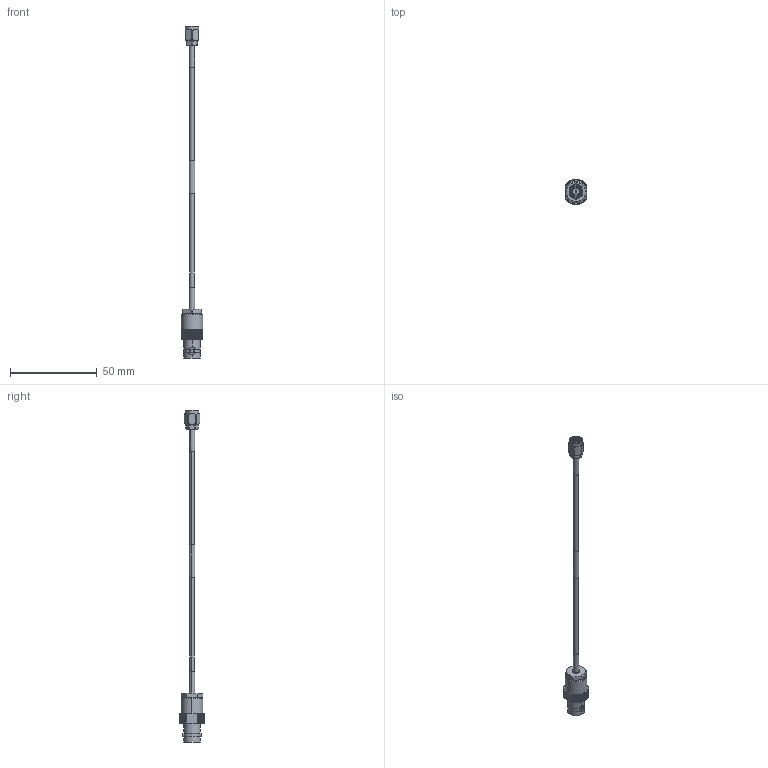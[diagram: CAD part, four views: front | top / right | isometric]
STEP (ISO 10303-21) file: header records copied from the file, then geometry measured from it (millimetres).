
FILE_DESCRIPTION (( 'STEP AP214' ), '1' );
FILE_NAME ('LCCA30598.step', '2020-05-06T20:20:03', ( '' ), ( '' ), 'SwSTEP 2.0', 'SolidWorks 2018', '' );
FILE_SCHEMA (( 'AUTOMOTIVE_DESIGN' ));
Length unit declared in the file: inch
Products named in the file (5):  LCCN3042^LCCA30598_Heat Shrink; Label^LCCA30598; LCCN3041^LCCA30598_Heat Shrink; LC085TBJ^LCCA30598; LCCA30598
Assembly tree (4 placements, depth 2):
  LCCA30598
    LC085TBJ^LCCA30598
    Label^LCCA30598
     LCCN3042^LCCA30598_Heat Shrink
    LCCN3041^LCCA30598_Heat Shrink
Bounding box: 12.7 x 14.5 x 191.92 mm (x, y, z)
Volume: 3914.4 mm3; surface area: 5425 mm2
Topology: 10 solids, 10 shells, 503 faces, 1135 edges, 669 vertices
Faces by surface type: plane 170, cone 167, cylinder 152, bspline 8, torus 6
Entity records: 17099 total; most frequent: CARTESIAN_POINT 5542, ORIENTED_EDGE 2266, DIRECTION 2185, EDGE_CURVE 1133, AXIS2_PLACEMENT_3D 928, VERTEX_POINT 669, EDGE_LOOP 532, FACE_OUTER_BOUND 503
